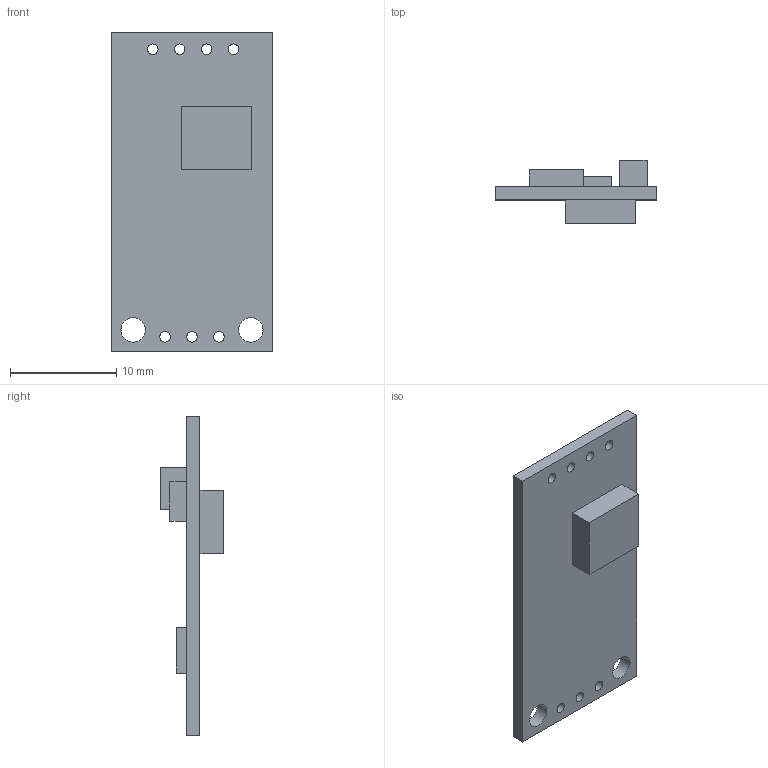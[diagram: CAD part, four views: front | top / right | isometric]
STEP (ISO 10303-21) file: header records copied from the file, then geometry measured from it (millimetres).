
FILE_DESCRIPTION(/* description */ (''),/* implementation_level */ '2;1');
FILE_NAME(/* name */ 'R46CA01-PCB v3.step',/* time_stamp */ '2024-09-22T13:20:38-07:00',/* author */ (''),/* organization */ (''),/* preprocessor_version */ 'ST-DEVELOPER v20',/* originating_system */ 'Autodesk Translation Framework v13.20.0.188',/* authorisation */ '');
FILE_SCHEMA (('AUTOMOTIVE_DESIGN { 1 0 10303 214 3 1 1 }'));
Length unit declared in the file: millimetre
Products named in the file (2): R46CA01-PCB; Component1
Assembly tree (1 placements, depth 2):
  R46CA01-PCB
    Component1
Bounding box: 15.2 x 6 x 30.1 mm (x, y, z)
Volume: 728.9 mm3; surface area: 1381.6 mm2
Topology: 5 solids, 5 shells, 39 faces, 87 edges, 58 vertices
Faces by surface type: plane 30, cylinder 9
Full cylindrical faces by diameter (mm): 1 x7, 2.3 x2
Entity records: 1173 total; most frequent: DIRECTION 189, CARTESIAN_POINT 187, ORIENTED_EDGE 174, EDGE_CURVE 87, LINE 69, VECTOR 69, AXIS2_PLACEMENT_3D 60, VERTEX_POINT 58
